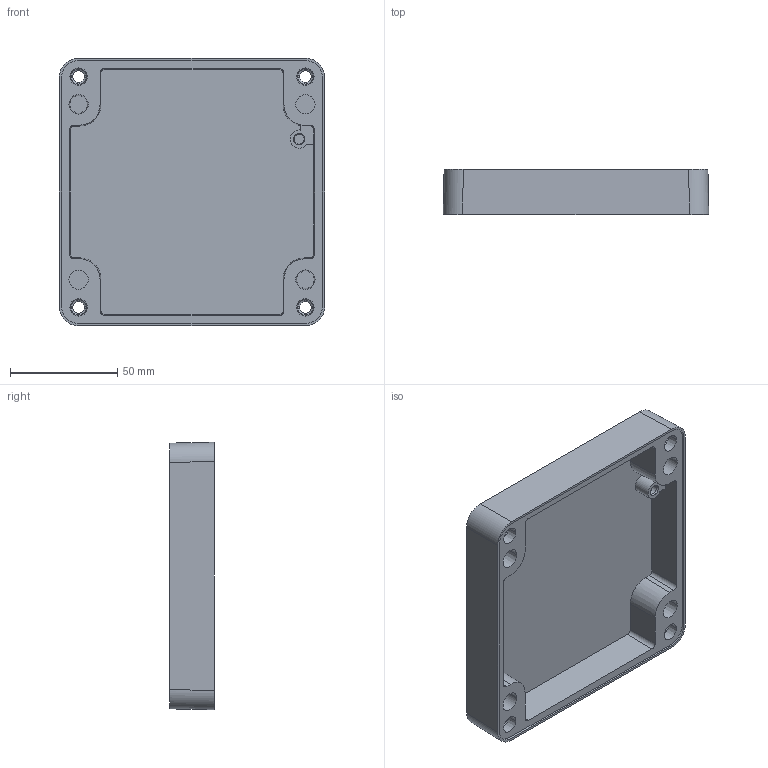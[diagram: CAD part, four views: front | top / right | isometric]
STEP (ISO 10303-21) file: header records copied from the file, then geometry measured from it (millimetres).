
FILE_DESCRIPTION((''),'2;1');
FILE_NAME('121202-28707A2','2009-10-27T',('fxhongdongluo'),(''),'PRO/ENGINEER BY PARAMETRIC TECHNOLOGY CORPORATION, 2007160','PRO/ENGINEER BY PARAMETRIC TECHNOLOGY CORPORATION, 2007160','');
FILE_SCHEMA(('CONFIG_CONTROL_DESIGN'));
Length unit declared in the file: millimetre
Products named in the file (1): 121202-28707A2
Bounding box: 124.02 x 21 x 124.92 mm (x, y, z)
Volume: 111156.5 mm3; surface area: 51824.9 mm2
Topology: 1 solids, 1 shells, 135 faces, 320 edges, 198 vertices
Faces by surface type: cone 50, plane 38, cylinder 19, torus 16, bspline 12
Entity records: 4805 total; most frequent: CARTESIAN_POINT 1642, DIRECTION 656, ORIENTED_EDGE 640, EDGE_CURVE 320, AXIS2_PLACEMENT_3D 251, VERTEX_POINT 198, VECTOR 154, LINE 154
